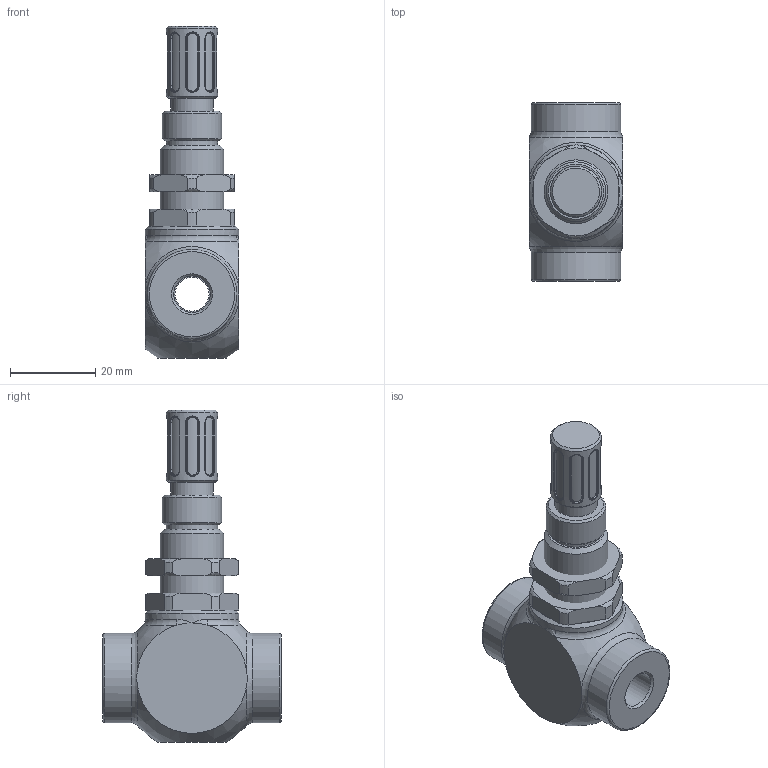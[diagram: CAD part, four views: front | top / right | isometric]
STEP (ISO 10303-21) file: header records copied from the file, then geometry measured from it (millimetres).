
FILE_DESCRIPTION((''),'2;1');
FILE_NAME('FRXOP B1B1 UV.stp','2013-03-13T14:25:17',('LUIGI'),(''),'Autodesk Inventor 2013','Autodesk Inventor 2013','');
FILE_SCHEMA(('AUTOMOTIVE_DESIGN { 1 0 10303 214 1 1 1 1 }'));
Length unit declared in the file: millimetre
Products named in the file (5): FRXOP 1-4 POLLICE; DISTRIBUTORE 1-4 POLLICE; DADO INFERIORE 1-4; POMELLO REGOLAZIONE 1-4; DADO superiore 1-4
Assembly tree (4 placements, depth 2):
  FRXOP 1-4 POLLICE
    DISTRIBUTORE 1-4 POLLICE
    DADO INFERIORE 1-4
    POMELLO REGOLAZIONE 1-4
    DADO superiore 1-4
Bounding box: 22 x 42 x 78 mm (x, y, z)
Volume: 27063.9 mm3; surface area: 9375.9 mm2
Topology: 4 solids, 4 shells, 202 faces, 459 edges, 277 vertices
Faces by surface type: cylinder 83, plane 48, bspline 36, torus 24, cone 8, sphere 3
Full cylindrical faces by diameter (mm): 8 x3, 8.566 x2, 10 x1, 12 x2, 13.376 x2, 14 x1, 15 x1, 21 x2, 22 x1
Entity records: 7756 total; most frequent: CARTESIAN_POINT 3421, ORIENTED_EDGE 840, DIRECTION 830, EDGE_CURVE 420, AXIS2_PLACEMENT_3D 343, VERTEX_POINT 270, EDGE_LOOP 252, FACE_OUTER_BOUND 202
